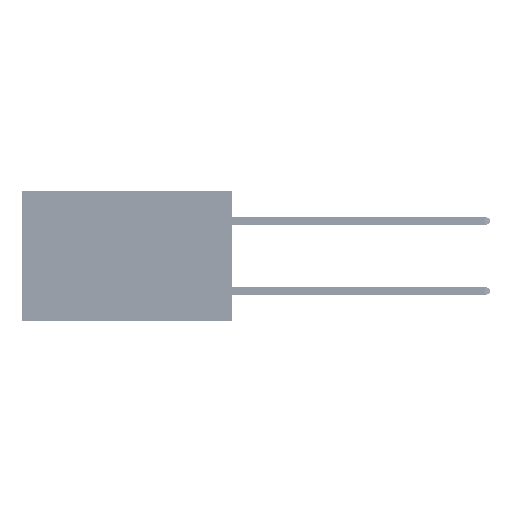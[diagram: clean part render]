
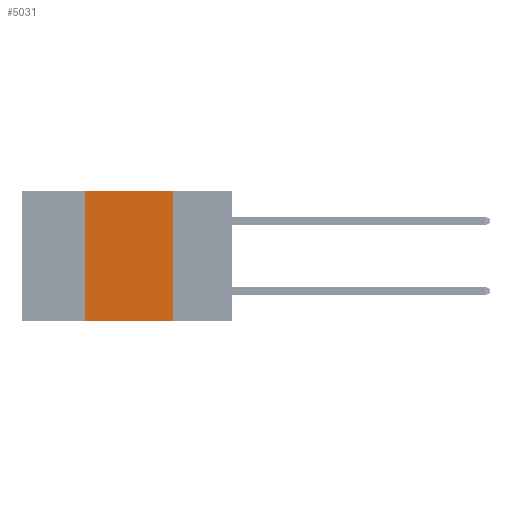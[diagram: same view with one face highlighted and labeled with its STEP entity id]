
A CAD part, left-side view. The second image highlights one B-rep face of the part: STEP entity #5031.
In plain terms, the highlighted planar face has unit normal (-1, 0, 0).
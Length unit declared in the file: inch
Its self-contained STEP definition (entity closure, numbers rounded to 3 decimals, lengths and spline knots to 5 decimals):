
#618 = LINE ( 'NONE', #37891, #39549 ) ;
#2325 = LINE ( 'NONE', #13945, #24982 ) ;
#3100 = CARTESIAN_POINT ( 'NONE',  ( 0., 0.17, 0. ) ) ;
#3608 = EDGE_LOOP ( 'NONE', ( #26675, #39028, #15879, #26425 ) ) ;
#5031 = ADVANCED_FACE ( 'NONE', ( #34532 ), #20012, .F. ) ;
#8848 = AXIS2_PLACEMENT_3D ( 'NONE', #8897, #12293, #12541 ) ;
#8897 = CARTESIAN_POINT ( 'NONE',  ( 0., 0.6, 0. ) ) ;
#9387 = VECTOR ( 'NONE', #46930, 39.37008 ) ;
#12293 = DIRECTION ( 'NONE',  ( 1., 0., 0. ) ) ;
#12541 = DIRECTION ( 'NONE',  ( 0., 0., -1. ) ) ;
#13710 = DIRECTION ( 'NONE',  ( 0., -1., 0. ) ) ;
#13945 = CARTESIAN_POINT ( 'NONE',  ( 0., 0.42, 0. ) ) ;
#15879 = ORIENTED_EDGE ( 'NONE', *, *, #16791, .F. ) ;
#16791 = EDGE_CURVE ( 'NONE', #34397, #22402, #2325, .T. ) ;
#16796 = EDGE_CURVE ( 'NONE', #34397, #40142, #35738, .T. ) ;
#17089 = DIRECTION ( 'NONE',  ( 0., 0., 1. ) ) ;
#17128 = CARTESIAN_POINT ( 'NONE',  ( 0., 0.42, 0. ) ) ;
#19084 = CARTESIAN_POINT ( 'NONE',  ( 0., 0.42, -0.37 ) ) ;
#20012 = PLANE ( 'NONE',  #8848 ) ;
#22402 = VERTEX_POINT ( 'NONE', #17128 ) ;
#23358 = VERTEX_POINT ( 'NONE', #29294 ) ;
#24982 = VECTOR ( 'NONE', #17089, 39.37008 ) ;
#25775 = VECTOR ( 'NONE', #13710, 39.37008 ) ;
#26425 = ORIENTED_EDGE ( 'NONE', *, *, #16796, .T. ) ;
#26675 = ORIENTED_EDGE ( 'NONE', *, *, #30360, .F. ) ;
#27009 = DIRECTION ( 'NONE',  ( 0., -1., 0. ) ) ;
#29241 = LINE ( 'NONE', #3100, #9387 ) ;
#29294 = CARTESIAN_POINT ( 'NONE',  ( 0., 0.17, 0. ) ) ;
#29978 = CARTESIAN_POINT ( 'NONE',  ( 0., 0.17, -0.37 ) ) ;
#30360 = EDGE_CURVE ( 'NONE', #23358, #40142, #29241, .T. ) ;
#34397 = VERTEX_POINT ( 'NONE', #19084 ) ;
#34532 = FACE_OUTER_BOUND ( 'NONE', #3608, .T. ) ;
#35738 = LINE ( 'NONE', #46879, #25775 ) ;
#37891 = CARTESIAN_POINT ( 'NONE',  ( 0., 0.6, 0. ) ) ;
#39028 = ORIENTED_EDGE ( 'NONE', *, *, #43104, .F. ) ;
#39549 = VECTOR ( 'NONE', #27009, 39.37008 ) ;
#40142 = VERTEX_POINT ( 'NONE', #29978 ) ;
#43104 = EDGE_CURVE ( 'NONE', #22402, #23358, #618, .T. ) ;
#46879 = CARTESIAN_POINT ( 'NONE',  ( 0., 0.6, -0.37 ) ) ;
#46930 = DIRECTION ( 'NONE',  ( 0., 0., -1. ) ) ;
